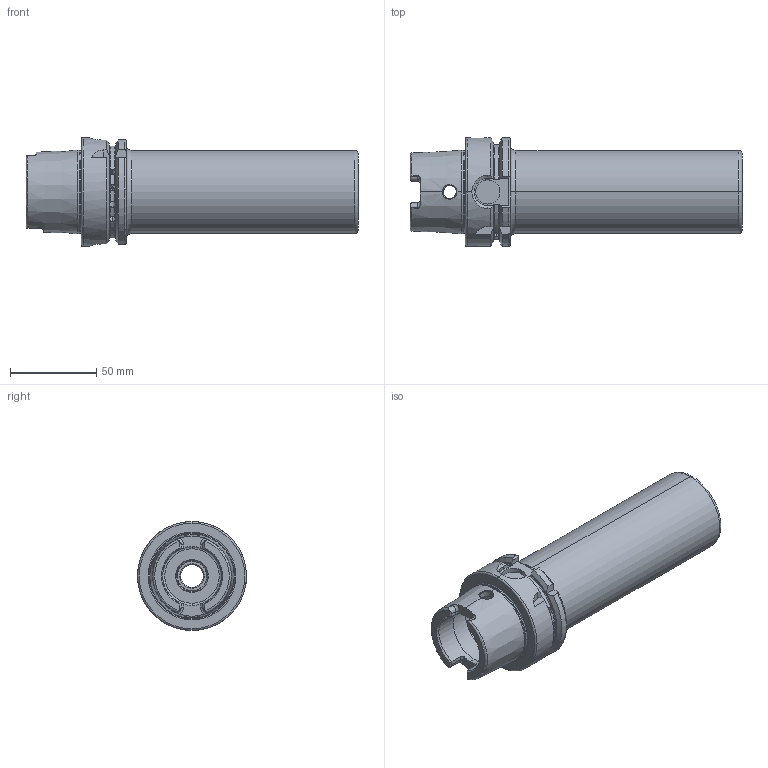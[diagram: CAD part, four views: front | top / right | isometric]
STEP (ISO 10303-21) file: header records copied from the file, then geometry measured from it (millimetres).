
FILE_DESCRIPTION (( 'STEP AP203' ), '1' );
FILE_NAME ('A63.08.04.STEP', '2016-10-11T10:01:09', ( '' ), ( '' ), 'SwSTEP 2.0', 'SolidWorks 2012', '' );
FILE_SCHEMA (( 'CONFIG_CONTROL_DESIGN' ));
Length unit declared in the file: millimetre
Products named in the file (1): A63.08.04
Bounding box: 192 x 63 x 63 mm (x, y, z)
Volume: 240450 mm3; surface area: 55577.1 mm2
Topology: 1 solids, 1 shells, 302 faces, 835 edges, 529 vertices
Faces by surface type: cylinder 133, plane 59, bspline 42, cone 35, torus 33
Entity records: 51880 total; most frequent: CARTESIAN_POINT 45169, ORIENTED_EDGE 1650, DIRECTION 1100, EDGE_CURVE 825, VERTEX_POINT 529, AXIS2_PLACEMENT_3D 438, EDGE_LOOP 314, FACE_OUTER_BOUND 302
